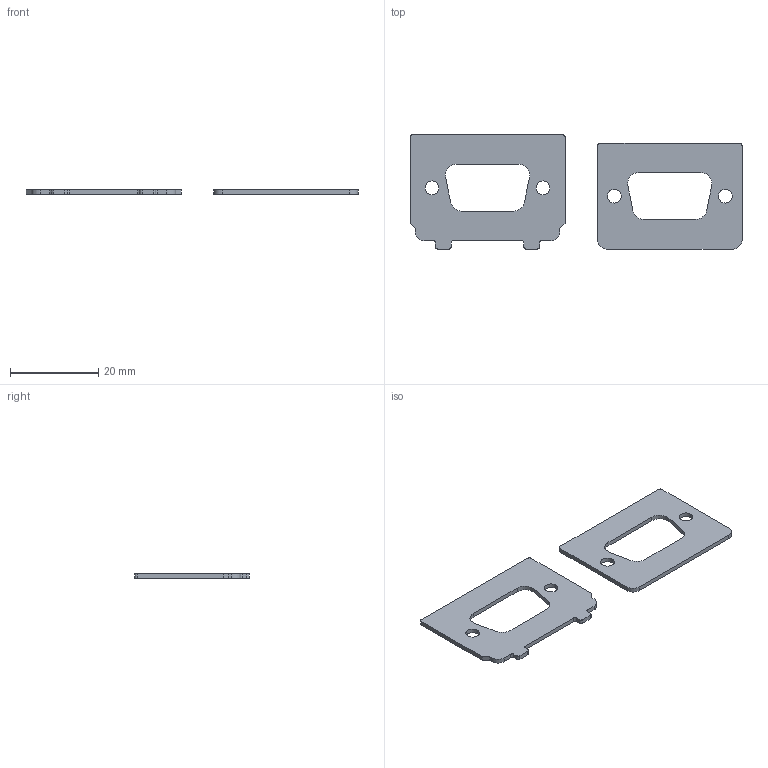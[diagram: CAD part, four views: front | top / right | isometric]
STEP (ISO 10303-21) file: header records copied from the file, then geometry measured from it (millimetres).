
FILE_DESCRIPTION((''),'2;1');
FILE_NAME('ASM0002_ASM','2019-06-10T',('Administrator'),(''),'CREO PARAMETRIC BY PTC INC, 2014190','CREO PARAMETRIC BY PTC INC, 2014190','');
FILE_SCHEMA(('CONFIG_CONTROL_DESIGN'));
Length unit declared in the file: millimetre
Products named in the file (3): BASE-VGA-02; BASE-VGA-03; ASM0002_ASM
Assembly tree (2 placements, depth 2):
  ASM0002_ASM
    BASE-VGA-02
    BASE-VGA-03
Bounding box: 75.24 x 25.85 x 1 mm (x, y, z)
Volume: 1224.5 mm3; surface area: 2825.9 mm2
Topology: 2 solids, 2 shells, 66 faces, 186 edges, 124 vertices
Faces by surface type: plane 34, cylinder 32
Entity records: 2266 total; most frequent: DIRECTION 392, CARTESIAN_POINT 381, ORIENTED_EDGE 372, EDGE_CURVE 186, AXIS2_PLACEMENT_3D 135, VERTEX_POINT 124, VECTOR 122, LINE 122
